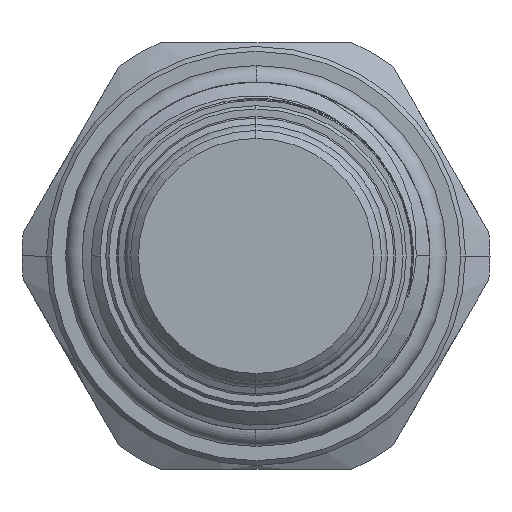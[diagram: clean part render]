
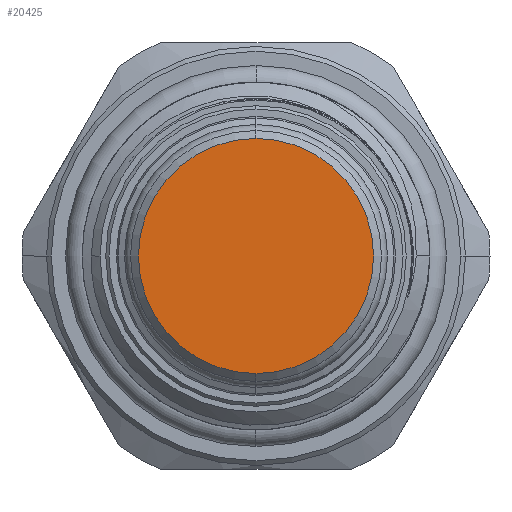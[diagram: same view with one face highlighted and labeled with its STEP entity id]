
A CAD part, left-side view. The second image highlights one B-rep face of the part: STEP entity #20425.
In plain terms, the highlighted planar face has unit normal (-1, 0, 0).
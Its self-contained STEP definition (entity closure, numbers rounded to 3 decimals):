
#2310 = CIRCLE ( 'NONE', #4978, 7.435 ) ;
#4344 = AXIS2_PLACEMENT_3D ( 'NONE', #34840, #34845, #34846 ) ;
#4978 = AXIS2_PLACEMENT_3D ( 'NONE', #11728, #11729, #11730 ) ;
#5356 = AXIS2_PLACEMENT_3D ( 'NONE', #24443, #24444, #24446 ) ;
#7994 = FACE_OUTER_BOUND ( 'NONE', #29152, .T. ) ;
#11728 = CARTESIAN_POINT ( 'NONE',  ( -82.75, 0., 0. ) ) ;
#11729 = DIRECTION ( 'NONE',  ( -1., 0., 0. ) ) ;
#11730 = DIRECTION ( 'NONE',  ( 0., 0., 1. ) ) ;
#14709 = CIRCLE ( 'NONE', #5356, 7.435 ) ;
#17986 = VERTEX_POINT ( 'NONE', #34492 ) ;
#17989 = VERTEX_POINT ( 'NONE', #34495 ) ;
#20425 = ADVANCED_FACE ( 'NONE', ( #7994 ), #34843, .F. ) ;
#22660 = EDGE_CURVE ( 'NONE', #17986, #17989, #2310, .T. ) ;
#24443 = CARTESIAN_POINT ( 'NONE',  ( -82.75, 0., 0. ) ) ;
#24444 = DIRECTION ( 'NONE',  ( -1., 0., 0. ) ) ;
#24446 = DIRECTION ( 'NONE',  ( 0., 0., 1. ) ) ;
#29152 = EDGE_LOOP ( 'NONE', ( #30044, #30029 ) ) ;
#30029 = ORIENTED_EDGE ( 'NONE', *, *, #22660, .T. ) ;
#30044 = ORIENTED_EDGE ( 'NONE', *, *, #37536, .T. ) ;
#34492 = CARTESIAN_POINT ( 'NONE',  ( -82.75, 0., 7.435 ) ) ;
#34495 = CARTESIAN_POINT ( 'NONE',  ( -82.75, 0., -7.435 ) ) ;
#34840 = CARTESIAN_POINT ( 'NONE',  ( -82.75, 0., -7.435 ) ) ;
#34843 = PLANE ( 'NONE',  #4344 ) ;
#34845 = DIRECTION ( 'NONE',  ( 1., 0., 0. ) ) ;
#34846 = DIRECTION ( 'NONE',  ( 0., 0., -1. ) ) ;
#37536 = EDGE_CURVE ( 'NONE', #17989, #17986, #14709, .T. ) ;
